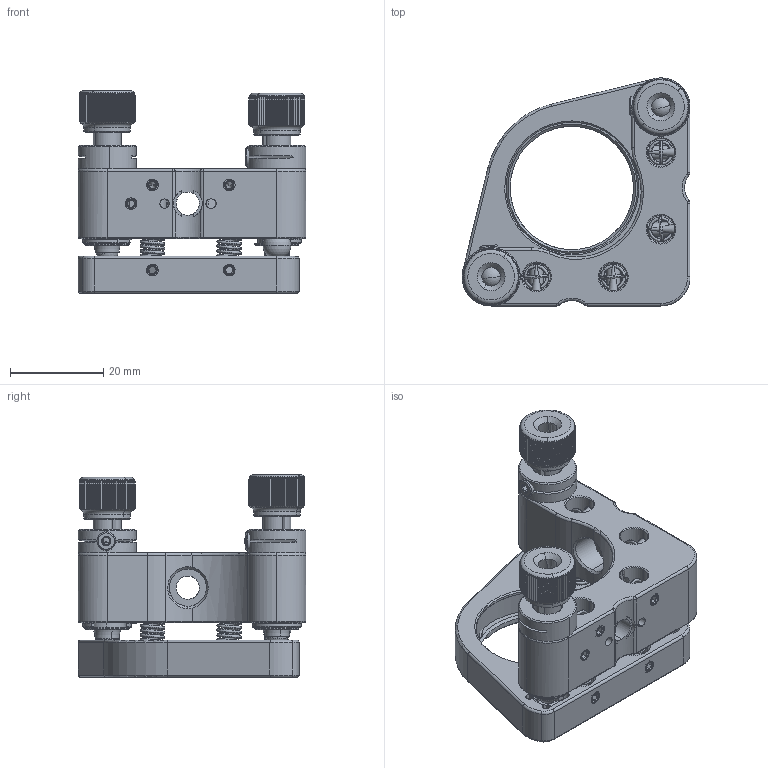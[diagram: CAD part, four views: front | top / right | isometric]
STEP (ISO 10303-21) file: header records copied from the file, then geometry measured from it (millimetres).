
FILE_DESCRIPTION (( 'STEP AP203' ), '1' );
FILE_NAME ('EMHS30-2B.STEP', '2025-06-17T02:49:26', ( '' ), ( '' ), 'SwSTEP 2.0', 'SolidWorks 2020', '' );
FILE_SCHEMA (( 'CONFIG_CONTROL_DESIGN' ));
Products named in the file (1): EMHS30-2B
Bounding box: 49 x 49 x 43.6 mm (x, y, z)
Surface area: 17902.1 mm2 (no closed solid volume)
Topology: 0 solids, 32 shells, 999 faces, 3001 edges, 2023 vertices
Faces by surface type: plane 455, cylinder 299, cone 113, torus 96, bspline 24, sphere 12
Entity records: 56327 total; most frequent: CARTESIAN_POINT 35078, ORIENTED_EDGE 5676, EDGE_CURVE 2947, B_SPLINE_CURVE_WITH_KNOTS 2716, DIRECTION 2187, VERTEX_POINT 2020, EDGE_LOOP 1098, ADVANCED_FACE 999
